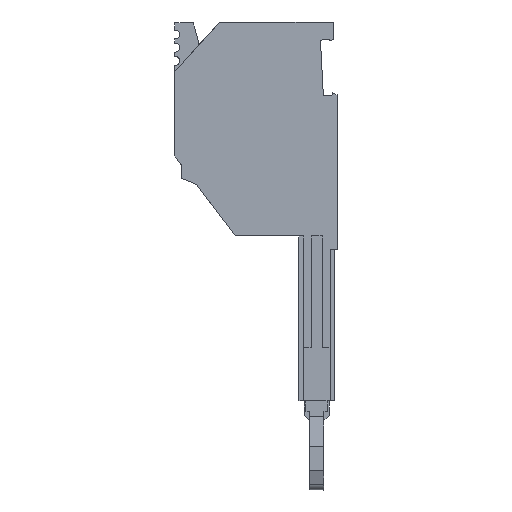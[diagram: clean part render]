
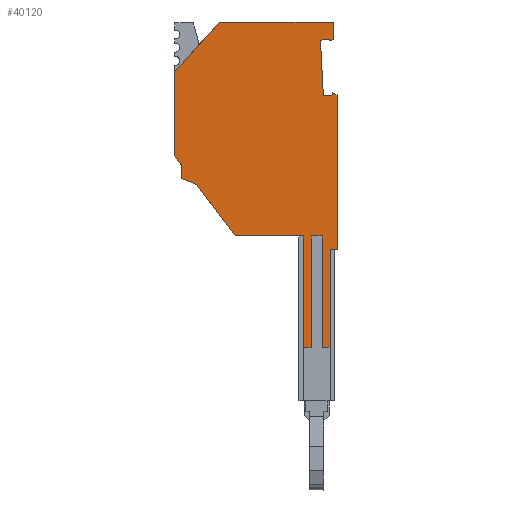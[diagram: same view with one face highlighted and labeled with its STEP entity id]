
A CAD part, left-side view. The second image highlights one B-rep face of the part: STEP entity #40120.
In plain terms, the highlighted face is planar.
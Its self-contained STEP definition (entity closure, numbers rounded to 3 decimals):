
#2560=CARTESIAN_POINT('',(140.574,124.734,
49.1));
#2570=VERTEX_POINT('',#2560);
#2600=CARTESIAN_POINT('',(159.381,124.734,
49.1));
#2610=DIRECTION('',(-1.,0.,0.));
#2620=VECTOR('',#2610,1.);
#2630=LINE('',#2600,#2620);
#2640=CARTESIAN_POINT('',(127.598,124.734,
49.1));
#2650=VERTEX_POINT('',#2640);
#2660=EDGE_CURVE('',#2570,#2650,#2630,.T.);
#3320=CARTESIAN_POINT('',(140.648,123.317,
49.1));
#3330=VERTEX_POINT('',#3320);
#3360=CARTESIAN_POINT('',(139.374,147.634,
49.1));
#3370=DIRECTION('',(-0.052,0.999,
0.));
#3380=VECTOR('',#3370,1.);
#3390=LINE('',#3360,#3380);
#3400=EDGE_CURVE('',#3330,#2570,#3390,.T.);
#5590=CARTESIAN_POINT('',(140.5,116.683,
49.1));
#5600=VERTEX_POINT('',#5590);
#5630=CARTESIAN_POINT('',(138.878,147.634,
49.1));
#5640=DIRECTION('',(-0.052,0.999,
0.));
#5650=VECTOR('',#5640,1.);
#5660=LINE('',#5630,#5650);
#5670=CARTESIAN_POINT('',(140.514,116.411,
49.1));
#5680=VERTEX_POINT('',#5670);
#5690=EDGE_CURVE('',#5680,#5600,#5660,.T.);
#6420=CARTESIAN_POINT('',(123.214,106.915,
49.1));
#6430=VERTEX_POINT('',#6420);
#6460=CARTESIAN_POINT('',(159.381,92.302,
49.1));
#6470=DIRECTION('',(0.927,-0.375,
0.));
#6480=VECTOR('',#6470,1.);
#6490=LINE('',#6460,#6480);
#6500=CARTESIAN_POINT('',(124.961,106.209,
49.1));
#6510=VERTEX_POINT('',#6500);
#6520=EDGE_CURVE('',#6430,#6510,#6490,.T.);
#7960=CARTESIAN_POINT('',(141.014,116.421,
49.1));
#7970=VERTEX_POINT('',#7960);
#8020=CARTESIAN_POINT('',(159.381,107.063,
49.1));
#8030=DIRECTION('',(-0.891,0.454,
0.));
#8040=VECTOR('',#8030,1.);
#8050=LINE('',#8020,#8040);
#8060=EDGE_CURVE('',#7970,#5600,#8050,.T.);
#10970=CARTESIAN_POINT('',(129.388,100.334,
49.1));
#10980=VERTEX_POINT('',#10970);
#11010=CARTESIAN_POINT('',(159.381,100.334,
49.1));
#11020=DIRECTION('',(1.,0.,0.));
#11030=VECTOR('',#11020,1.);
#11040=LINE('',#11010,#11030);
#11050=CARTESIAN_POINT('',(137.164,100.334,
49.1));
#11060=VERTEX_POINT('',#11050);
#11070=EDGE_CURVE('',#10980,#11060,#11040,.T.);
#22860=CARTESIAN_POINT('',(123.214,108.526,
49.1));
#22870=VERTEX_POINT('',#22860);
#22900=CARTESIAN_POINT('',(123.214,147.634,
49.1));
#22910=DIRECTION('',(0.,-1.,0.));
#22920=VECTOR('',#22910,1.);
#22930=LINE('',#22900,#22920);
#22940=EDGE_CURVE('',#22870,#6430,#22930,.T.);
#23400=CARTESIAN_POINT('',(122.514,109.455,
49.1));
#23410=VERTEX_POINT('',#23400);
#23440=CARTESIAN_POINT('',(93.745,147.634,
49.1));
#23450=DIRECTION('',(0.602,-0.799,
0.));
#23460=VECTOR('',#23450,1.);
#23470=LINE('',#23440,#23460);
#23480=EDGE_CURVE('',#23410,#22870,#23470,.T.);
#27200=CARTESIAN_POINT('',(137.164,87.634,
49.1));
#27210=VERTEX_POINT('',#27200);
#27330=CARTESIAN_POINT('',(137.164,147.634,
49.1));
#27340=DIRECTION('',(0.,-1.,0.));
#27350=VECTOR('',#27340,1.);
#27360=LINE('',#27330,#27350);
#27370=EDGE_CURVE('',#11060,#27210,#27360,.T.);
#27960=CARTESIAN_POINT('',(140.214,87.634,
49.1));
#27970=VERTEX_POINT('',#27960);
#28000=CARTESIAN_POINT('',(140.214,147.634,
49.1));
#28010=DIRECTION('',(0.,1.,0.));
#28020=VECTOR('',#28010,1.);
#28030=LINE('',#28000,#28020);
#28040=CARTESIAN_POINT('',(140.214,98.834,
49.1));
#28050=VERTEX_POINT('',#28040);
#28060=EDGE_CURVE('',#27970,#28050,#28030,.T.);
#28730=CARTESIAN_POINT('',(159.381,87.634,
49.1));
#28740=DIRECTION('',(-1.,0.,0.));
#28750=VECTOR('',#28740,1.);
#28760=LINE('',#28730,#28750);
#28770=CARTESIAN_POINT('',(138.064,87.634,
49.1));
#28780=VERTEX_POINT('',#28770);
#28790=EDGE_CURVE('',#28780,#27210,#28760,.T.);
#30320=CARTESIAN_POINT('',(138.064,147.634,
49.1));
#30330=DIRECTION('',(0.,-1.,0.));
#30340=VECTOR('',#30330,1.);
#30350=LINE('',#30320,#30340);
#30360=CARTESIAN_POINT('',(138.064,100.334,
49.1));
#30370=VERTEX_POINT('',#30360);
#30380=EDGE_CURVE('',#30370,#28780,#30350,.T.);
#31160=CARTESIAN_POINT('',(148.218,147.634,
49.1));
#31170=DIRECTION('',(-0.669,-0.743,
0.));
#31180=VECTOR('',#31170,1.);
#31190=LINE('',#31160,#31180);
#31200=CARTESIAN_POINT('',(122.514,119.087,
49.1));
#31210=VERTEX_POINT('',#31200);
#31220=EDGE_CURVE('',#2650,#31210,#31190,.T.);
#31770=CARTESIAN_POINT('',(122.514,147.634,
49.1));
#31780=DIRECTION('',(0.,-1.,0.));
#31790=VECTOR('',#31780,1.);
#31800=LINE('',#31770,#31790);
#31810=EDGE_CURVE('',#31210,#23410,#31800,.T.);
#33490=EDGE_CURVE('',#6510,#10980,#23470,.T.);
#33740=CARTESIAN_POINT('',(159.381,100.334,
49.1));
#33750=DIRECTION('',(-1.,0.,0.));
#33760=VECTOR('',#33750,1.);
#33770=LINE('',#33740,#33760);
#33780=CARTESIAN_POINT('',(139.314,100.334,
49.1));
#33790=VERTEX_POINT('',#33780);
#33800=EDGE_CURVE('',#33790,#30370,#33770,.T.);
#34080=CARTESIAN_POINT('',(159.381,117.4,
49.1));
#34090=DIRECTION('',(0.999,0.052,
0.));
#34100=VECTOR('',#34090,1.);
#34110=LINE('',#34080,#34100);
#34120=CARTESIAN_POINT('',(139.445,116.355,
49.1));
#34130=VERTEX_POINT('',#34120);
#34140=EDGE_CURVE('',#34130,#5680,#34110,.T.);
#34380=CARTESIAN_POINT('',(139.314,147.634,
49.1));
#34390=DIRECTION('',(0.,1.,0.));
#34400=VECTOR('',#34390,1.);
#34410=LINE('',#34380,#34400);
#34420=CARTESIAN_POINT('',(139.314,87.634,
49.1));
#34430=VERTEX_POINT('',#34420);
#34440=EDGE_CURVE('',#34430,#33790,#34410,.T.);
#34950=CARTESIAN_POINT('',(159.381,98.834,
49.1));
#34960=DIRECTION('',(-1.,0.,0.));
#34970=VECTOR('',#34960,1.);
#34980=LINE('',#34950,#34970);
#34990=CARTESIAN_POINT('',(141.014,98.834,
49.1));
#35000=VERTEX_POINT('',#34990);
#35010=EDGE_CURVE('',#35000,#28050,#34980,.T.);
#37900=EDGE_CURVE('',#27970,#34430,#28760,.T.);
#38090=CARTESIAN_POINT('',(140.648,122.726,
49.1));
#38100=VERTEX_POINT('',#38090);
#38130=CARTESIAN_POINT('',(140.648,147.634,
49.1));
#38140=DIRECTION('',(0.,-1.,0.));
#38150=VECTOR('',#38140,1.);
#38160=LINE('',#38130,#38150);
#38170=EDGE_CURVE('',#3330,#38100,#38160,.T.);
#39480=CARTESIAN_POINT('',(151.147,120.71,
49.1));
#39490=DIRECTION('',(0.,0.,1.));
#39500=DIRECTION('',(0.,-1.,0.));
#39510=AXIS2_PLACEMENT_3D('',#39480,#39490,#39500);
#39520=PLANE('',#39510);
#39530=ORIENTED_EDGE('',*,*,#27370,.T.);
#39540=ORIENTED_EDGE('',*,*,#11070,.T.);
#39550=ORIENTED_EDGE('',*,*,#33490,.T.);
#39560=ORIENTED_EDGE('',*,*,#6520,.T.);
#39570=ORIENTED_EDGE('',*,*,#22940,.T.);
#39580=ORIENTED_EDGE('',*,*,#23480,.T.);
#39590=ORIENTED_EDGE('',*,*,#31810,.T.);
#39600=ORIENTED_EDGE('',*,*,#31220,.T.);
#39610=ORIENTED_EDGE('',*,*,#2660,.T.);
#39620=ORIENTED_EDGE('',*,*,#3400,.T.);
#39630=ORIENTED_EDGE('',*,*,#38170,.F.);
#39640=CARTESIAN_POINT('',(159.381,128.813,
49.1));
#39650=DIRECTION('',(0.951,0.309,
0.));
#39660=VECTOR('',#39650,1.);
#39670=LINE('',#39640,#39660);
#39680=CARTESIAN_POINT('',(140.191,122.578,
49.1));
#39690=VERTEX_POINT('',#39680);
#39700=EDGE_CURVE('',#39690,#38100,#39670,.T.);
#39710=ORIENTED_EDGE('',*,*,#39700,.T.);
#39720=CARTESIAN_POINT('',(138.878,147.634,
49.1));
#39730=DIRECTION('',(-0.052,0.999,
0.));
#39740=VECTOR('',#39730,1.);
#39750=LINE('',#39720,#39740);
#39760=CARTESIAN_POINT('',(140.183,122.727,
49.1));
#39770=VERTEX_POINT('',#39760);
#39780=EDGE_CURVE('',#39690,#39770,#39750,.T.);
#39790=ORIENTED_EDGE('',*,*,#39780,.F.);
#39800=CARTESIAN_POINT('',(159.381,123.734,
49.1));
#39810=DIRECTION('',(-0.999,-0.052,
0.));
#39820=VECTOR('',#39810,1.);
#39830=LINE('',#39800,#39820);
#39840=CARTESIAN_POINT('',(139.114,122.671,
49.1));
#39850=VERTEX_POINT('',#39840);
#39860=EDGE_CURVE('',#39770,#39850,#39830,.T.);
#39870=ORIENTED_EDGE('',*,*,#39860,.F.);
#39880=CARTESIAN_POINT('',(137.806,147.634,
49.1));
#39890=DIRECTION('',(0.052,-0.999,
0.));
#39900=VECTOR('',#39890,1.);
#39910=LINE('',#39880,#39900);
#39920=EDGE_CURVE('',#39850,#34130,#39910,.T.);
#39930=ORIENTED_EDGE('',*,*,#39920,.F.);
#39940=ORIENTED_EDGE('',*,*,#34140,.F.);
#39950=ORIENTED_EDGE('',*,*,#5690,.F.);
#39960=ORIENTED_EDGE('',*,*,#8060,.T.);
#39970=CARTESIAN_POINT('',(141.014,147.634,
49.1));
#39980=DIRECTION('',(0.,1.,0.));
#39990=VECTOR('',#39980,1.);
#40000=LINE('',#39970,#39990);
#40010=EDGE_CURVE('',#35000,#7970,#40000,.T.);
#40020=ORIENTED_EDGE('',*,*,#40010,.T.);
#40030=ORIENTED_EDGE('',*,*,#35010,.F.);
#40040=ORIENTED_EDGE('',*,*,#28060,.T.);
#40050=ORIENTED_EDGE('',*,*,#37900,.F.);
#40060=ORIENTED_EDGE('',*,*,#34440,.F.);
#40070=ORIENTED_EDGE('',*,*,#33800,.F.);
#40080=ORIENTED_EDGE('',*,*,#30380,.F.);
#40090=ORIENTED_EDGE('',*,*,#28790,.F.);
#40100=EDGE_LOOP('',(#40090,#40080,#40070,#40060,#40050,#40040,#40030,
#40020,#39960,#39950,#39940,#39930,#39870,#39790,#39710,#39630,#39620,
#39610,#39600,#39590,#39580,#39570,#39560,#39550,#39540,#39530));
#40110=FACE_OUTER_BOUND('',#40100,.T.);
#40120=ADVANCED_FACE('',(#40110),#39520,.T.);
